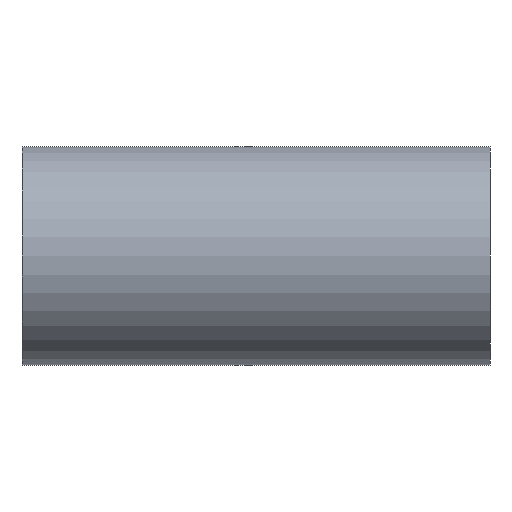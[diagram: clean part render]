
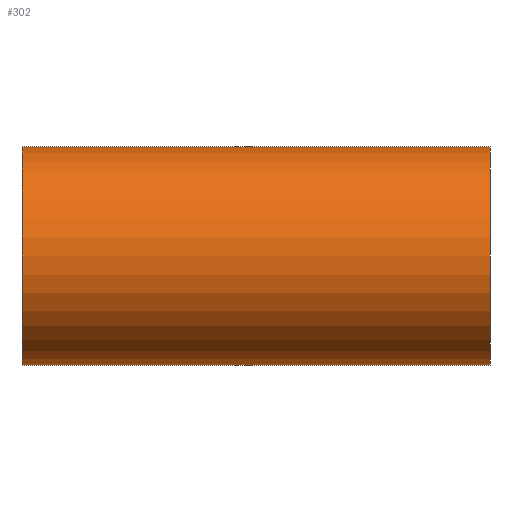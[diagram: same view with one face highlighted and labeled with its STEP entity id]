
A CAD part, left-side view. The second image highlights one B-rep face of the part: STEP entity #302.
In plain terms, the highlighted cylindrical face has radius 3.5 mm (diameter 7 mm), a partial arc.
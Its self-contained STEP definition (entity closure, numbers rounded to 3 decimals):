
#7 = EDGE_CURVE ( 'NONE', #298, #16, #266, .T. ) ;
#12 = EDGE_CURVE ( 'NONE', #298, #176, #206, .T. ) ;
#16 = VERTEX_POINT ( 'NONE', #232 ) ;
#35 = EDGE_LOOP ( 'NONE', ( #151, #129, #277, #130 ) ) ;
#44 = DIRECTION ( 'NONE',  ( 0., -1., 0. ) ) ;
#46 = EDGE_CURVE ( 'NONE', #16, #62, #288, .T. ) ;
#51 = CARTESIAN_POINT ( 'NONE',  ( 0., 15., -3.5 ) ) ;
#54 = AXIS2_PLACEMENT_3D ( 'NONE', #212, #294, #78 ) ;
#62 = VERTEX_POINT ( 'NONE', #74 ) ;
#74 = CARTESIAN_POINT ( 'NONE',  ( 0., 0., 3.5 ) ) ;
#78 = DIRECTION ( 'NONE',  ( 0., 0., 1. ) ) ;
#81 = VECTOR ( 'NONE', #90, 1000. ) ;
#82 = AXIS2_PLACEMENT_3D ( 'NONE', #214, #101, #162 ) ;
#90 = DIRECTION ( 'NONE',  ( 0., -1., 0. ) ) ;
#101 = DIRECTION ( 'NONE',  ( 0., -1., 0. ) ) ;
#118 = CARTESIAN_POINT ( 'NONE',  ( 0., 15., 0. ) ) ;
#123 = FACE_OUTER_BOUND ( 'NONE', #35, .T. ) ;
#129 = ORIENTED_EDGE ( 'NONE', *, *, #7, .F. ) ;
#130 = ORIENTED_EDGE ( 'NONE', *, *, #245, .T. ) ;
#143 = CYLINDRICAL_SURFACE ( 'NONE', #82, 3.5 ) ;
#151 = ORIENTED_EDGE ( 'NONE', *, *, #46, .F. ) ;
#162 = DIRECTION ( 'NONE',  ( 0., 0., -1. ) ) ;
#173 = CIRCLE ( 'NONE', #54, 3.5 ) ;
#176 = VERTEX_POINT ( 'NONE', #260 ) ;
#204 = DIRECTION ( 'NONE',  ( 0., 1., 0. ) ) ;
#206 = LINE ( 'NONE', #279, #228 ) ;
#212 = CARTESIAN_POINT ( 'NONE',  ( 0., 0., 0. ) ) ;
#214 = CARTESIAN_POINT ( 'NONE',  ( 0., 15., 0. ) ) ;
#228 = VECTOR ( 'NONE', #44, 1000. ) ;
#232 = CARTESIAN_POINT ( 'NONE',  ( 0., 15., 3.5 ) ) ;
#236 = DIRECTION ( 'NONE',  ( 0., 0., 1. ) ) ;
#245 = EDGE_CURVE ( 'NONE', #176, #62, #173, .T. ) ;
#260 = CARTESIAN_POINT ( 'NONE',  ( 0., 0., -3.5 ) ) ;
#266 = CIRCLE ( 'NONE', #307, 3.5 ) ;
#277 = ORIENTED_EDGE ( 'NONE', *, *, #12, .T. ) ;
#279 = CARTESIAN_POINT ( 'NONE',  ( 0., 15., -3.5 ) ) ;
#288 = LINE ( 'NONE', #306, #81 ) ;
#294 = DIRECTION ( 'NONE',  ( 0., 1., 0. ) ) ;
#298 = VERTEX_POINT ( 'NONE', #51 ) ;
#302 = ADVANCED_FACE ( 'NONE', ( #123 ), #143, .T. ) ;
#306 = CARTESIAN_POINT ( 'NONE',  ( 0., 15., 3.5 ) ) ;
#307 = AXIS2_PLACEMENT_3D ( 'NONE', #118, #204, #236 ) ;
